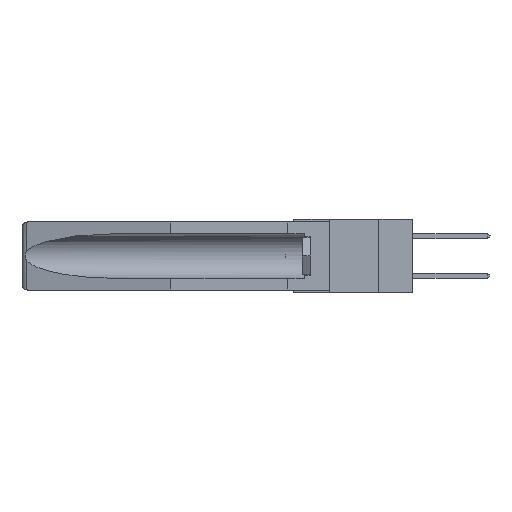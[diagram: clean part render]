
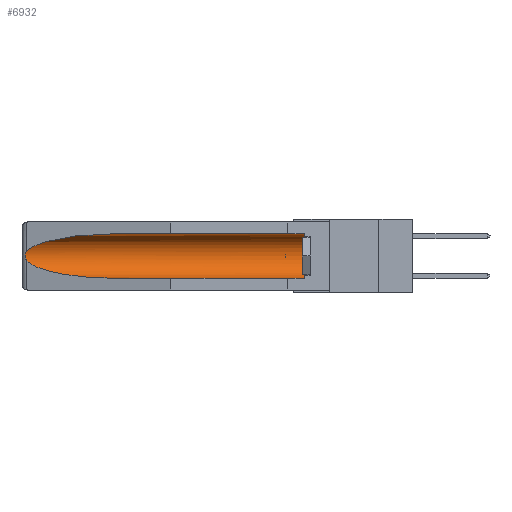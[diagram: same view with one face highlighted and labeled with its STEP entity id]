
A CAD part, left-side view. The second image highlights one B-rep face of the part: STEP entity #6932.
In plain terms, the highlighted cylindrical face has radius 2.857 mm (diameter 5.715 mm), a partial arc.
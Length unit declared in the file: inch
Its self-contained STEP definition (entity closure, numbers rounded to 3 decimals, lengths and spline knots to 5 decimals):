
#46 = ORIENTED_EDGE ( 'NONE', *, *, #32497, .T. ) ;
#76 = DIRECTION ( 'NONE',  ( 0., 1., 0. ) ) ;
#990 = CARTESIAN_POINT ( 'NONE',  ( 0.25451, 1.48313, -0.09465 ) ) ;
#1104 = CARTESIAN_POINT ( 'NONE',  ( 0.155, -0.30754, -0.059 ) ) ;
#1465 = CARTESIAN_POINT ( 'NONE',  ( 0.21114, 1.30732, -0.059 ) ) ;
#2426 = CARTESIAN_POINT ( 'NONE',  ( 0.26655, 1.53094, -0.18657 ) ) ;
#2435 = FACE_OUTER_BOUND ( 'NONE', #30399, .T. ) ;
#3293 = DIRECTION ( 'NONE',  ( 0., 0., 1. ) ) ;
#3573 = EDGE_CURVE ( 'NONE', #13205, #22072, #22129, .T. ) ;
#3633 = VERTEX_POINT ( 'NONE', #22340 ) ;
#4110 = CARTESIAN_POINT ( 'NONE',  ( 0.21114, 1.30732, -0.284 ) ) ;
#4650 = B_SPLINE_CURVE_WITH_KNOTS ( 'NONE', 3,
 ( #32796, #8204, #13861, #33260, #30001, #19453, #13395, #2426, #7964, #21801 ),
 .UNSPECIFIED., .F., .F.,
 ( 4, 2, 2, 2, 4 ),
 ( 0., 0.00029, 0.00058, 0.00087, 0.00117 ),
 .UNSPECIFIED. ) ;
#4728 = EDGE_CURVE ( 'NONE', #9253, #24891, #4650, .T. ) ;
#5970 = CARTESIAN_POINT ( 'NONE',  ( 0.26537, 1.52718, -0.19328 ) ) ;
#6034 = ORIENTED_EDGE ( 'NONE', *, *, #26826, .F. ) ;
#6180 = CARTESIAN_POINT ( 'NONE',  ( 0.25451, 1.48313, -0.24835 ) ) ;
#6687 =( BOUNDED_CURVE ( )  B_SPLINE_CURVE ( 3, ( #17174, #6180, #4110, #12327 ),
 .UNSPECIFIED., .F., .F. ) 
 B_SPLINE_CURVE_WITH_KNOTS ( ( 4, 4 ),
 ( 0.1948, 1.5708 ),
 .UNSPECIFIED. ) 
 CURVE ( )  GEOMETRIC_REPRESENTATION_ITEM ( )  RATIONAL_B_SPLINE_CURVE ( ( 1., 0.848, 0.848, 1. ) ) 
 REPRESENTATION_ITEM ( '' )  );
#6906 = CARTESIAN_POINT ( 'NONE',  ( 0.26537, 1.52718, -0.14972 ) ) ;
#6932 = ADVANCED_FACE ( 'NONE', ( #2435 ), #35746, .F. ) ;
#7259 = LINE ( 'NONE', #16602, #13321 ) ;
#7964 = CARTESIAN_POINT ( 'NONE',  ( 0.26597, 1.5296, -0.19026 ) ) ;
#8204 = CARTESIAN_POINT ( 'NONE',  ( 0.26597, 1.52961, -0.15275 ) ) ;
#8491 = CARTESIAN_POINT ( 'NONE',  ( 0.155, 0.126, -0.1715 ) ) ;
#9062 = ORIENTED_EDGE ( 'NONE', *, *, #3573, .T. ) ;
#9253 = VERTEX_POINT ( 'NONE', #6906 ) ;
#11709 = VECTOR ( 'NONE', #28643, 39.37008 ) ;
#12327 = CARTESIAN_POINT ( 'NONE',  ( 0.155, 1.07973, -0.284 ) ) ;
#12332 = CIRCLE ( 'NONE', #33436, 0.1125 ) ;
#13205 = VERTEX_POINT ( 'NONE', #19302 ) ;
#13321 = VECTOR ( 'NONE', #76, 39.37008 ) ;
#13395 = CARTESIAN_POINT ( 'NONE',  ( 0.2673, 1.53269, -0.17917 ) ) ;
#13861 = CARTESIAN_POINT ( 'NONE',  ( 0.26654, 1.53092, -0.15636 ) ) ;
#13997 = CARTESIAN_POINT ( 'NONE',  ( 0.155, 1.07973, -0.059 ) ) ;
#16143 = DIRECTION ( 'NONE',  ( 0., 0., 1. ) ) ;
#16153 = CARTESIAN_POINT ( 'NONE',  ( 0.155, 0.126, -0.284 ) ) ;
#16216 = ORIENTED_EDGE ( 'NONE', *, *, #25296, .T. ) ;
#16602 = CARTESIAN_POINT ( 'NONE',  ( 0.155, -0.30754, -0.284 ) ) ;
#17174 = CARTESIAN_POINT ( 'NONE',  ( 0.26537, 1.52718, -0.19328 ) ) ;
#19302 = CARTESIAN_POINT ( 'NONE',  ( 0.155, 0.126, -0.059 ) ) ;
#19453 = CARTESIAN_POINT ( 'NONE',  ( 0.2675, 1.53308, -0.17534 ) ) ;
#20689 = DIRECTION ( 'NONE',  ( 0., 1., 0. ) ) ;
#21801 = CARTESIAN_POINT ( 'NONE',  ( 0.26537, 1.52718, -0.19328 ) ) ;
#22072 = VERTEX_POINT ( 'NONE', #13997 ) ;
#22129 = LINE ( 'NONE', #1104, #11709 ) ;
#22340 = CARTESIAN_POINT ( 'NONE',  ( 0.155, 1.07973, -0.284 ) ) ;
#24453 = EDGE_CURVE ( 'NONE', #28935, #13205, #12332, .T. ) ;
#24891 = VERTEX_POINT ( 'NONE', #5970 ) ;
#25296 = EDGE_CURVE ( 'NONE', #24891, #3633, #6687, .T. ) ;
#25991 =( BOUNDED_CURVE ( )  B_SPLINE_CURVE ( 3, ( #29012, #1465, #990, #26248 ),
 .UNSPECIFIED., .F., .F. ) 
 B_SPLINE_CURVE_WITH_KNOTS ( ( 4, 4 ),
 ( 4.71239, 6.08839 ),
 .UNSPECIFIED. ) 
 CURVE ( )  GEOMETRIC_REPRESENTATION_ITEM ( )  RATIONAL_B_SPLINE_CURVE ( ( 1., 0.848, 0.848, 1. ) ) 
 REPRESENTATION_ITEM ( '' )  );
#26248 = CARTESIAN_POINT ( 'NONE',  ( 0.26537, 1.52718, -0.14972 ) ) ;
#26826 = EDGE_CURVE ( 'NONE', #28935, #3633, #7259, .T. ) ;
#27531 = ORIENTED_EDGE ( 'NONE', *, *, #4728, .T. ) ;
#28643 = DIRECTION ( 'NONE',  ( 0., 1., 0. ) ) ;
#28935 = VERTEX_POINT ( 'NONE', #16153 ) ;
#29012 = CARTESIAN_POINT ( 'NONE',  ( 0.155, 1.07973, -0.059 ) ) ;
#30001 = CARTESIAN_POINT ( 'NONE',  ( 0.2675, 1.53308, -0.16763 ) ) ;
#30399 = EDGE_LOOP ( 'NONE', ( #46, #27531, #16216, #6034, #31715, #9062 ) ) ;
#31715 = ORIENTED_EDGE ( 'NONE', *, *, #24453, .T. ) ;
#32497 = EDGE_CURVE ( 'NONE', #22072, #9253, #25991, .T. ) ;
#32796 = CARTESIAN_POINT ( 'NONE',  ( 0.26537, 1.52718, -0.14972 ) ) ;
#33260 = CARTESIAN_POINT ( 'NONE',  ( 0.2673, 1.5327, -0.16383 ) ) ;
#33436 = AXIS2_PLACEMENT_3D ( 'NONE', #8491, #33562, #3293 ) ;
#33562 = DIRECTION ( 'NONE',  ( 0., -1., 0. ) ) ;
#34123 = AXIS2_PLACEMENT_3D ( 'NONE', #35200, #20689, #16143 ) ;
#35200 = CARTESIAN_POINT ( 'NONE',  ( 0.155, -0.30754, -0.1715 ) ) ;
#35746 = CYLINDRICAL_SURFACE ( 'NONE', #34123, 0.1125 ) ;
